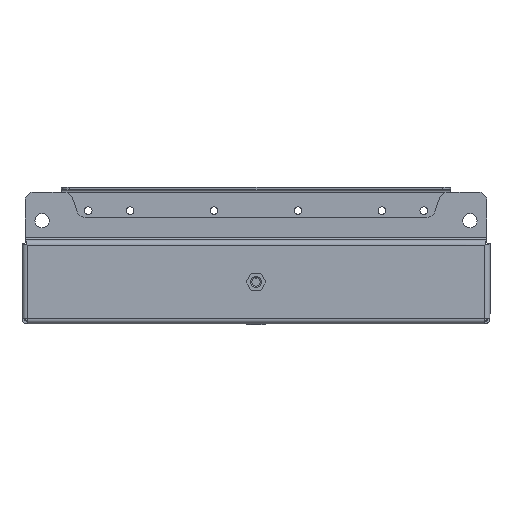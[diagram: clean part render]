
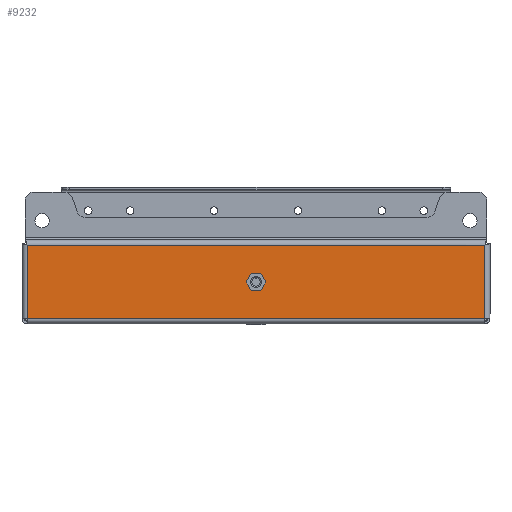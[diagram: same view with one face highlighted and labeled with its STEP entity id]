
A CAD part, front view. The second image highlights one B-rep face of the part: STEP entity #9232.
In plain terms, the highlighted planar face has unit normal (0, -1, 0).
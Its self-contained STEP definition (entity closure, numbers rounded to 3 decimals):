
#160 = CARTESIAN_POINT ( 'NONE',  ( -5.312, -1.5, 0. ) ) ;
#290 = VECTOR ( 'NONE', #11171, 1000. ) ;
#1112 = DIRECTION ( 'NONE',  ( 0.5, 0., -0.866 ) ) ;
#1229 = LINE ( 'NONE', #4153, #6112 ) ;
#1666 = ORIENTED_EDGE ( 'NONE', *, *, #1796, .F. ) ;
#1695 = VECTOR ( 'NONE', #11512, 1000. ) ;
#1742 = DIRECTION ( 'NONE',  ( -1., 0., 0. ) ) ;
#1765 = CARTESIAN_POINT ( 'NONE',  ( 0., -1.5, 0. ) ) ;
#1796 = EDGE_CURVE ( 'NONE', #11280, #9972, #9557, .T. ) ;
#1829 = CARTESIAN_POINT ( 'NONE',  ( 137.646, -1.5, 22. ) ) ;
#1924 = DIRECTION ( 'NONE',  ( 0., 0., 1. ) ) ;
#1932 = LINE ( 'NONE', #4850, #1695 ) ;
#2170 = ORIENTED_EDGE ( 'NONE', *, *, #3213, .T. ) ;
#2289 = EDGE_CURVE ( 'NONE', #10598, #4904, #1932, .T. ) ;
#2535 = ORIENTED_EDGE ( 'NONE', *, *, #12366, .T. ) ;
#2766 = CARTESIAN_POINT ( 'NONE',  ( 2.656, -1.5, 4.6 ) ) ;
#2783 = ORIENTED_EDGE ( 'NONE', *, *, #6980, .T. ) ;
#2972 = EDGE_CURVE ( 'NONE', #8215, #9847, #8750, .T. ) ;
#3137 = EDGE_LOOP ( 'NONE', ( #2170, #2535, #8118, #2783 ) ) ;
#3213 = EDGE_CURVE ( 'NONE', #6489, #11940, #1229, .T. ) ;
#3329 = DIRECTION ( 'NONE',  ( 1., 0., 0. ) ) ;
#3348 = VECTOR ( 'NONE', #7871, 1000. ) ;
#3371 = AXIS2_PLACEMENT_3D ( 'NONE', #1765, #7731, #8640 ) ;
#3493 = CARTESIAN_POINT ( 'NONE',  ( 5.312, -1.5, 0. ) ) ;
#3559 = CARTESIAN_POINT ( 'NONE',  ( 2.656, -1.5, -4.6 ) ) ;
#3705 = VECTOR ( 'NONE', #3329, 1000. ) ;
#3742 = VERTEX_POINT ( 'NONE', #8748 ) ;
#3838 = CARTESIAN_POINT ( 'NONE',  ( -136.5, -1.5, 23.146 ) ) ;
#3956 = LINE ( 'NONE', #2766, #11614 ) ;
#3995 = LINE ( 'NONE', #1829, #3348 ) ;
#4015 = ORIENTED_EDGE ( 'NONE', *, *, #10624, .F. ) ;
#4126 = EDGE_CURVE ( 'NONE', #4904, #11280, #4985, .T. ) ;
#4153 = CARTESIAN_POINT ( 'NONE',  ( 136.5, -1.5, -22. ) ) ;
#4471 = VECTOR ( 'NONE', #1112, 1000. ) ;
#4750 = FACE_OUTER_BOUND ( 'NONE', #3137, .T. ) ;
#4759 = CARTESIAN_POINT ( 'NONE',  ( 136.5, -1.5, 22. ) ) ;
#4850 = CARTESIAN_POINT ( 'NONE',  ( -2.656, -1.5, 4.6 ) ) ;
#4904 = VERTEX_POINT ( 'NONE', #7162 ) ;
#4985 = LINE ( 'NONE', #160, #4471 ) ;
#5041 = LINE ( 'NONE', #6052, #3705 ) ;
#5509 = DIRECTION ( 'NONE',  ( 0.5, 0., 0.866 ) ) ;
#5940 = CARTESIAN_POINT ( 'NONE',  ( -2.656, -1.5, -4.6 ) ) ;
#6052 = CARTESIAN_POINT ( 'NONE',  ( -139.5, -1.5, -22. ) ) ;
#6112 = VECTOR ( 'NONE', #1924, 1000. ) ;
#6489 = VERTEX_POINT ( 'NONE', #10615 ) ;
#6824 = EDGE_CURVE ( 'NONE', #3742, #10598, #3956, .T. ) ;
#6980 = EDGE_CURVE ( 'NONE', #9847, #6489, #5041, .T. ) ;
#7162 = CARTESIAN_POINT ( 'NONE',  ( -5.312, -1.5, 0. ) ) ;
#7396 = EDGE_CURVE ( 'NONE', #11550, #3742, #11989, .T. ) ;
#7612 = FACE_BOUND ( 'NONE', #10517, .T. ) ;
#7670 = PLANE ( 'NONE',  #3371 ) ;
#7731 = DIRECTION ( 'NONE',  ( 0., -1., 0. ) ) ;
#7852 = DIRECTION ( 'NONE',  ( 1., 0., 0. ) ) ;
#7871 = DIRECTION ( 'NONE',  ( -1., 0., 0. ) ) ;
#8083 = CARTESIAN_POINT ( 'NONE',  ( 5.312, -1.5, 0. ) ) ;
#8118 = ORIENTED_EDGE ( 'NONE', *, *, #2972, .T. ) ;
#8155 = CARTESIAN_POINT ( 'NONE',  ( -2.656, -1.5, -4.6 ) ) ;
#8182 = VECTOR ( 'NONE', #7852, 1000. ) ;
#8215 = VERTEX_POINT ( 'NONE', #8288 ) ;
#8288 = CARTESIAN_POINT ( 'NONE',  ( -136.5, -1.5, 22. ) ) ;
#8503 = ORIENTED_EDGE ( 'NONE', *, *, #2289, .F. ) ;
#8640 = DIRECTION ( 'NONE',  ( 0., 0., -1. ) ) ;
#8674 = CARTESIAN_POINT ( 'NONE',  ( 2.656, -1.5, -4.6 ) ) ;
#8748 = CARTESIAN_POINT ( 'NONE',  ( 2.656, -1.5, 4.6 ) ) ;
#8750 = LINE ( 'NONE', #3838, #10958 ) ;
#8842 = ORIENTED_EDGE ( 'NONE', *, *, #6824, .F. ) ;
#9133 = ORIENTED_EDGE ( 'NONE', *, *, #4126, .F. ) ;
#9232 = ADVANCED_FACE ( 'NONE', ( #7612, #4750 ), #7670, .T. ) ;
#9557 = LINE ( 'NONE', #5940, #8182 ) ;
#9847 = VERTEX_POINT ( 'NONE', #10700 ) ;
#9972 = VERTEX_POINT ( 'NONE', #8674 ) ;
#10517 = EDGE_LOOP ( 'NONE', ( #8503, #8842, #10544, #4015, #1666, #9133 ) ) ;
#10544 = ORIENTED_EDGE ( 'NONE', *, *, #7396, .F. ) ;
#10598 = VERTEX_POINT ( 'NONE', #10989 ) ;
#10615 = CARTESIAN_POINT ( 'NONE',  ( 136.5, -1.5, -22. ) ) ;
#10624 = EDGE_CURVE ( 'NONE', #9972, #11550, #11988, .T. ) ;
#10700 = CARTESIAN_POINT ( 'NONE',  ( -136.5, -1.5, -22. ) ) ;
#10958 = VECTOR ( 'NONE', #11717, 1000. ) ;
#10989 = CARTESIAN_POINT ( 'NONE',  ( -2.656, -1.5, 4.6 ) ) ;
#11171 = DIRECTION ( 'NONE',  ( -0.5, 0., 0.866 ) ) ;
#11245 = VECTOR ( 'NONE', #5509, 1000. ) ;
#11280 = VERTEX_POINT ( 'NONE', #8155 ) ;
#11512 = DIRECTION ( 'NONE',  ( -0.5, 0., -0.866 ) ) ;
#11550 = VERTEX_POINT ( 'NONE', #8083 ) ;
#11614 = VECTOR ( 'NONE', #1742, 1000. ) ;
#11717 = DIRECTION ( 'NONE',  ( 0., 0., -1. ) ) ;
#11940 = VERTEX_POINT ( 'NONE', #4759 ) ;
#11988 = LINE ( 'NONE', #3559, #11245 ) ;
#11989 = LINE ( 'NONE', #3493, #290 ) ;
#12366 = EDGE_CURVE ( 'NONE', #11940, #8215, #3995, .T. ) ;
